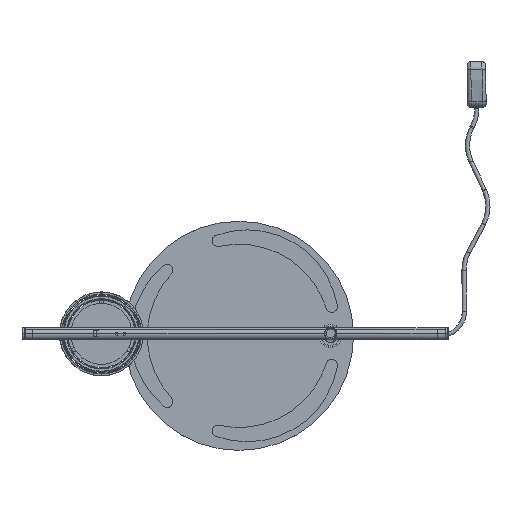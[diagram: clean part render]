
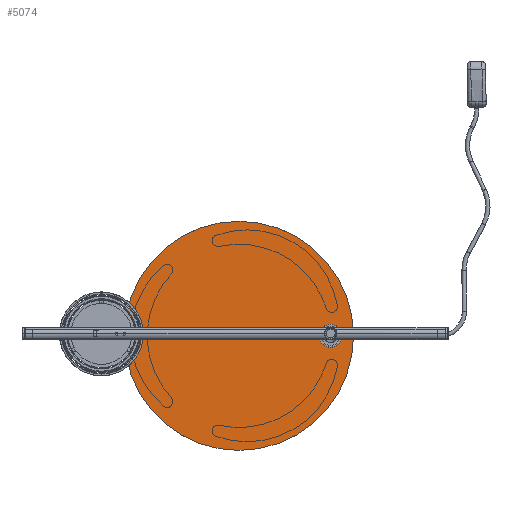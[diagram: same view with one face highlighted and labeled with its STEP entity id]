
A CAD part, top view. The second image highlights one B-rep face of the part: STEP entity #5074.
In plain terms, the highlighted face is planar.
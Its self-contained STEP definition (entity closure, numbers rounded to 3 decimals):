
#1121 = AXIS2_PLACEMENT_3D ( 'NONE', #8609, #12584, #14633 ) ;
#1157 = CARTESIAN_POINT ( 'NONE',  ( -5.1, 115.811, 0. ) ) ;
#1390 = EDGE_CURVE ( 'NONE', #4537, #8816, #16529, .T. ) ;
#2146 = CARTESIAN_POINT ( 'NONE',  ( -5.1, 115.811, 0. ) ) ;
#2664 = DIRECTION ( 'NONE',  ( 0., 0., 1. ) ) ;
#2811 = AXIS2_PLACEMENT_3D ( 'NONE', #14055, #2664, #20271 ) ;
#3056 = VERTEX_POINT ( 'NONE', #24226 ) ;
#3798 = CARTESIAN_POINT ( 'NONE',  ( 5.1, 115.811, 0. ) ) ;
#3898 = DIRECTION ( 'NONE',  ( 1., 0., 0. ) ) ;
#4156 = FACE_BOUND ( 'NONE', #4328, .T. ) ;
#4328 = EDGE_LOOP ( 'NONE', ( #21637, #5092, #17235, #24492 ) ) ;
#4537 = VERTEX_POINT ( 'NONE', #16290 ) ;
#5049 = AXIS2_PLACEMENT_3D ( 'NONE', #15196, #15116, #11435 ) ;
#5074 = ADVANCED_FACE ( 'NONE', ( #4156, #16898 ), #15809, .F. ) ;
#5092 = ORIENTED_EDGE ( 'NONE', *, *, #6525, .T. ) ;
#5328 = CARTESIAN_POINT ( 'NONE',  ( 5.1, 124.189, 0. ) ) ;
#5989 = AXIS2_PLACEMENT_3D ( 'NONE', #15510, #17332, #3898 ) ;
#6525 = EDGE_CURVE ( 'NONE', #23750, #4537, #10159, .T. ) ;
#6649 = ORIENTED_EDGE ( 'NONE', *, *, #8775, .F. ) ;
#8420 = EDGE_LOOP ( 'NONE', ( #20215, #6649 ) ) ;
#8609 = CARTESIAN_POINT ( 'NONE',  ( 0., 0., 0. ) ) ;
#8775 = EDGE_CURVE ( 'NONE', #3056, #24640, #10681, .T. ) ;
#8816 = VERTEX_POINT ( 'NONE', #1157 ) ;
#10159 = CIRCLE ( 'NONE', #5989, 6.6 ) ;
#10681 = CIRCLE ( 'NONE', #1121, 150. ) ;
#11065 = VECTOR ( 'NONE', #23386, 1000. ) ;
#11435 = DIRECTION ( 'NONE',  ( 1., 0., 0. ) ) ;
#11611 = EDGE_CURVE ( 'NONE', #8816, #23946, #11780, .T. ) ;
#11624 = DIRECTION ( 'NONE',  ( 0., 0., 1. ) ) ;
#11656 = VECTOR ( 'NONE', #15726, 1000. ) ;
#11723 = CARTESIAN_POINT ( 'NONE',  ( 5.1, 124.189, 0. ) ) ;
#11780 = CIRCLE ( 'NONE', #5049, 6.6 ) ;
#11789 = DIRECTION ( 'NONE',  ( 1., 0., 0. ) ) ;
#12584 = DIRECTION ( 'NONE',  ( 0., 0., 1. ) ) ;
#14027 = EDGE_CURVE ( 'NONE', #23946, #23750, #16514, .T. ) ;
#14055 = CARTESIAN_POINT ( 'NONE',  ( 0., 0., 0. ) ) ;
#14633 = DIRECTION ( 'NONE',  ( 1., 0., 0. ) ) ;
#15116 = DIRECTION ( 'NONE',  ( 0., 0., 1. ) ) ;
#15196 = CARTESIAN_POINT ( 'NONE',  ( 0., 120., 0. ) ) ;
#15510 = CARTESIAN_POINT ( 'NONE',  ( 0., 120., 0. ) ) ;
#15726 = DIRECTION ( 'NONE',  ( 0., -1., 0. ) ) ;
#15809 = PLANE ( 'NONE',  #2811 ) ;
#16290 = CARTESIAN_POINT ( 'NONE',  ( -5.1, 124.189, 0. ) ) ;
#16448 = CARTESIAN_POINT ( 'NONE',  ( -150., 0., 0. ) ) ;
#16514 = LINE ( 'NONE', #11723, #11065 ) ;
#16529 = LINE ( 'NONE', #2146, #11656 ) ;
#16898 = FACE_OUTER_BOUND ( 'NONE', #8420, .T. ) ;
#17235 = ORIENTED_EDGE ( 'NONE', *, *, #1390, .T. ) ;
#17332 = DIRECTION ( 'NONE',  ( 0., 0., 1. ) ) ;
#17615 = CARTESIAN_POINT ( 'NONE',  ( 0., 0., 0. ) ) ;
#18415 = AXIS2_PLACEMENT_3D ( 'NONE', #17615, #11624, #11789 ) ;
#20215 = ORIENTED_EDGE ( 'NONE', *, *, #22227, .F. ) ;
#20271 = DIRECTION ( 'NONE',  ( 1., 0., 0. ) ) ;
#21637 = ORIENTED_EDGE ( 'NONE', *, *, #14027, .T. ) ;
#22227 = EDGE_CURVE ( 'NONE', #24640, #3056, #22836, .T. ) ;
#22836 = CIRCLE ( 'NONE', #18415, 150. ) ;
#23386 = DIRECTION ( 'NONE',  ( 0., 1., 0. ) ) ;
#23750 = VERTEX_POINT ( 'NONE', #5328 ) ;
#23946 = VERTEX_POINT ( 'NONE', #3798 ) ;
#24226 = CARTESIAN_POINT ( 'NONE',  ( 150., 0., 0. ) ) ;
#24492 = ORIENTED_EDGE ( 'NONE', *, *, #11611, .T. ) ;
#24640 = VERTEX_POINT ( 'NONE', #16448 ) ;
